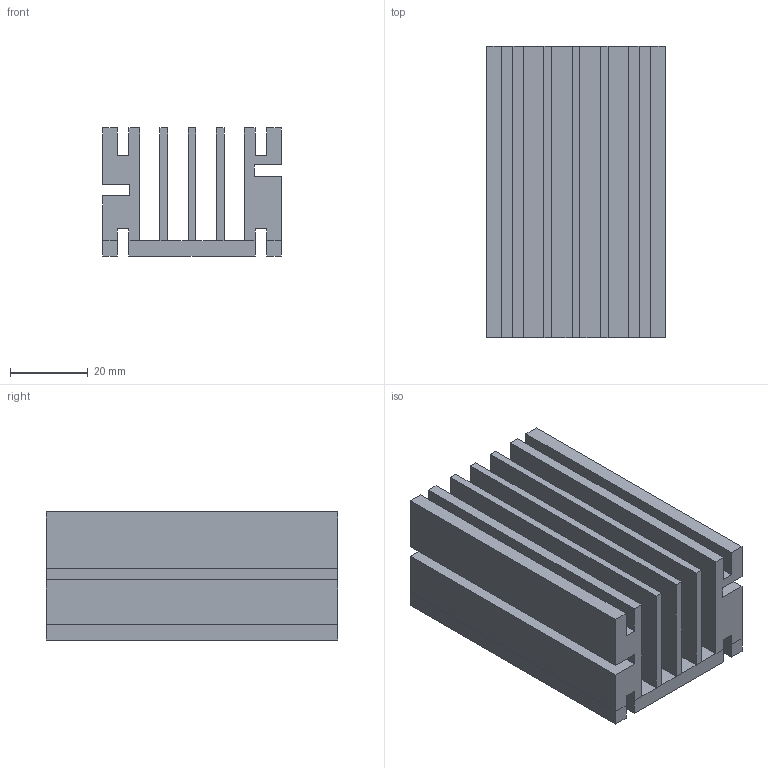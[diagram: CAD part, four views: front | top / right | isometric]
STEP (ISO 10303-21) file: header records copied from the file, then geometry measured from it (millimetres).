
FILE_DESCRIPTION(('FreeCAD Model'),'2;1');
FILE_NAME('Open CASCADE Shape Model','2021-03-25T16:38:01',('Author'),( ''),'Open CASCADE STEP processor 7.5','FreeCAD','Unknown');
FILE_SCHEMA(('AUTOMOTIVE_DESIGN { 1 0 10303 214 1 1 1 1 }'));
Length unit declared in the file: millimetre
Products named in the file (1): SK68_75mm
Bounding box: 46 x 75 x 33 mm (x, y, z)
Volume: 58725 mm3; surface area: 37116 mm2
Topology: 1 solids, 1 shells, 62 faces, 160 edges, 100 vertices
Faces by surface type: plane 62
Entity records: 1846 total; most frequent: CARTESIAN_POINT 323, ORIENTED_EDGE 320, DIRECTION 286, EDGE_CURVE 160, LINE 160, VECTOR 160, VERTEX_POINT 100, AXIS2_PLACEMENT_3D 63
